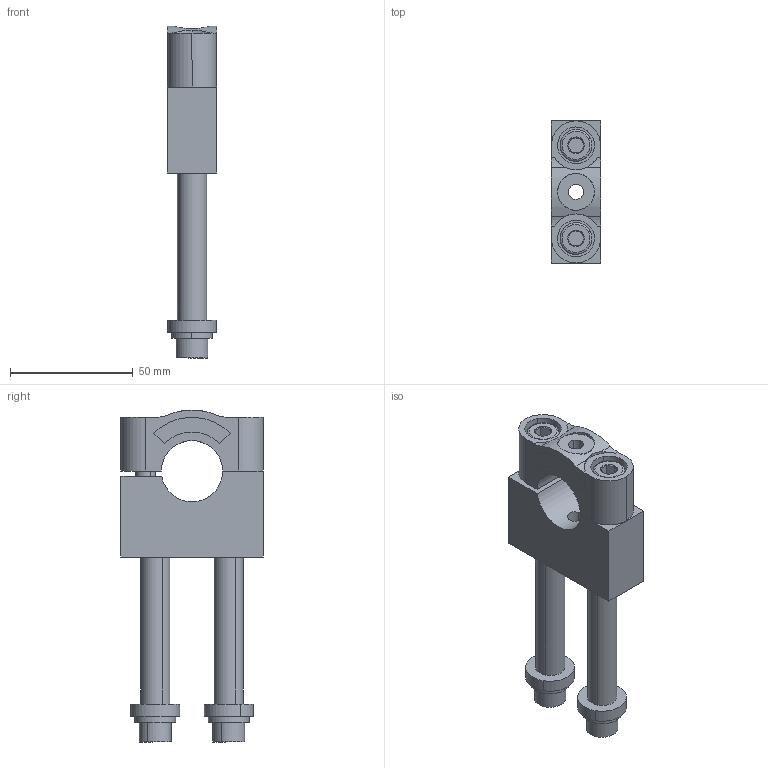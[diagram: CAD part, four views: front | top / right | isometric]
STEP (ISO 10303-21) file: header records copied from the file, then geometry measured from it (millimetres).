
FILE_DESCRIPTION(('CATIA V5 STEP Exchange','CAx-IF Rec.Pracs.--- Model Styling and Organization---1.4--- 2014-01-23'),'2;1');
FILE_NAME('TOS_045_SET_457705_01.stp','2021-06-08T10:44:13+00:00',('none'),('none'),'CATIA Version 5-6 Release 2018 SP3 HF13','CATIA V5 STEP AP214','none');
FILE_SCHEMA(('AUTOMOTIVE_DESIGN { 1 0 10303 214 1 1 1 1 }'));
Length unit declared in the file: millimetre
Products named in the file (1): TOS_045_SET_457705_01
Bounding box: 20 x 58 x 135.5 mm (x, y, z)
Volume: 69651.8 mm3; surface area: 31944.4 mm2
Topology: 1 solids, 3 shells, 209 faces, 510 edges, 330 vertices
Faces by surface type: cylinder 91, plane 72, cone 38, torus 8
Entity records: 5878 total; most frequent: CARTESIAN_POINT 1285, ORIENTED_EDGE 1004, DIRECTION 720, EDGE_CURVE 502, AXIS2_PLACEMENT_3D 355, VERTEX_POINT 330, EDGE_LOOP 246, VECTOR 234
